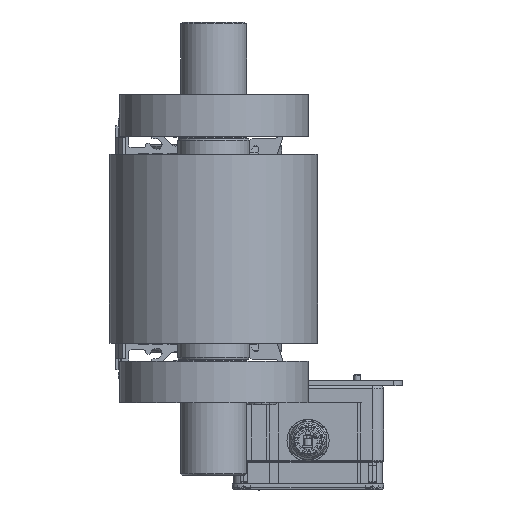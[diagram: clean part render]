
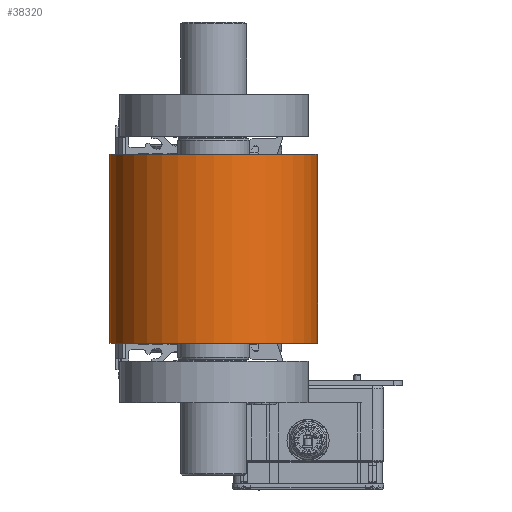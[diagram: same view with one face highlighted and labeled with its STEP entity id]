
A CAD part, left-side view. The second image highlights one B-rep face of the part: STEP entity #38320.
In plain terms, the highlighted cylindrical face has radius 55.115 mm (diameter 110.23 mm), a partial arc.
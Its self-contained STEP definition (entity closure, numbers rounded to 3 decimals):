
#3473=FACE_OUTER_BOUND('',#5801,.T.);
#5801=EDGE_LOOP('',(#27888,#27889,#27890,#27891));
#8183=LINE('',#62465,#11013);
#8184=LINE('',#62469,#11014);
#11013=VECTOR('',#47572,10.);
#11014=VECTOR('',#47577,10.);
#13789=CIRCLE('',#41247,55.115);
#13792=CIRCLE('',#41253,55.115);
#16291=VERTEX_POINT('',#62448);
#16292=VERTEX_POINT('',#62449);
#16297=VERTEX_POINT('',#62463);
#16298=VERTEX_POINT('',#62467);
#20523=EDGE_CURVE('',#16291,#16292,#13789,.T.);
#20531=EDGE_CURVE('',#16292,#16297,#8183,.T.);
#20532=EDGE_CURVE('',#16297,#16298,#13792,.T.);
#20533=EDGE_CURVE('',#16291,#16298,#8184,.T.);
#27888=ORIENTED_EDGE('',*,*,#20532,.T.);
#27889=ORIENTED_EDGE('',*,*,#20533,.F.);
#27890=ORIENTED_EDGE('',*,*,#20523,.T.);
#27891=ORIENTED_EDGE('',*,*,#20531,.T.);
#35041=CYLINDRICAL_SURFACE('',#41252,55.115);
#38320=ADVANCED_FACE('',(#3473),#35041,.T.);
#41247=AXIS2_PLACEMENT_3D('',#62450,#47557,#47558);
#41252=AXIS2_PLACEMENT_3D('',#62466,#47573,#47574);
#41253=AXIS2_PLACEMENT_3D('',#62468,#47575,#47576);
#47557=DIRECTION('center_axis',(0.,0.,
1.));
#47558=DIRECTION('ref_axis',(0.,1.,0.));
#47572=DIRECTION('',(0.,0.,1.));
#47573=DIRECTION('center_axis',(0.,0.,
1.));
#47574=DIRECTION('ref_axis',(0.,1.,0.));
#47575=DIRECTION('center_axis',(0.,0.,
-1.));
#47576=DIRECTION('ref_axis',(0.,1.,0.));
#47577=DIRECTION('',(0.,0.,1.));
#62448=CARTESIAN_POINT('',(-179.997,105.115,9.5));
#62449=CARTESIAN_POINT('',(-180.003,-5.115,9.5));
#62450=CARTESIAN_POINT('Origin',(-180.,50.,9.5));
#62463=CARTESIAN_POINT('',(-180.003,-5.115,109.5));
#62465=CARTESIAN_POINT('',(-180.003,-5.115,59.5));
#62466=CARTESIAN_POINT('Origin',(-180.,50.,59.5));
#62467=CARTESIAN_POINT('',(-179.997,105.115,109.5));
#62468=CARTESIAN_POINT('Origin',(-180.,50.,109.5));
#62469=CARTESIAN_POINT('',(-179.997,105.115,59.5));
